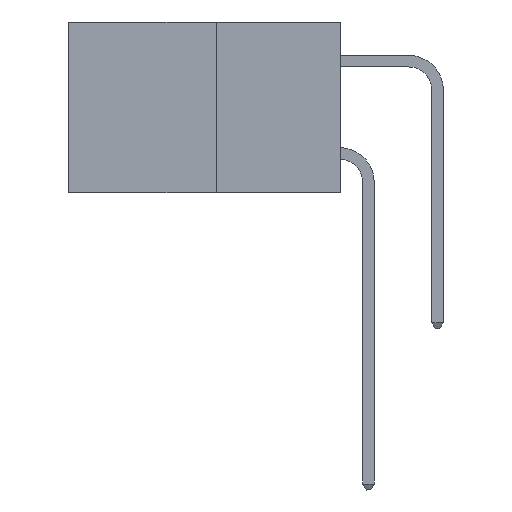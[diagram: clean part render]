
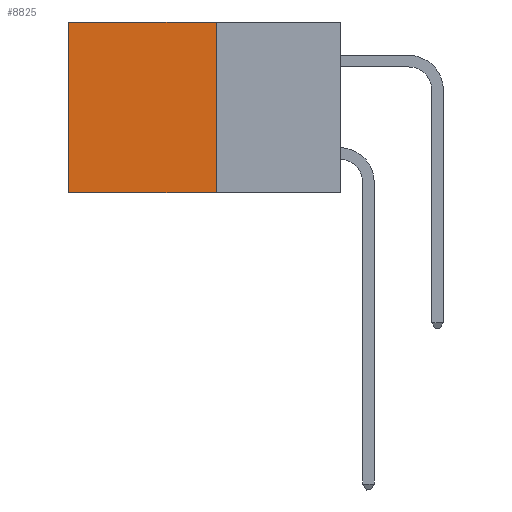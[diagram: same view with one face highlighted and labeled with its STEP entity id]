
A CAD part, left-side view. The second image highlights one B-rep face of the part: STEP entity #8825.
In plain terms, the highlighted planar face has unit normal (-1, 0, 0).
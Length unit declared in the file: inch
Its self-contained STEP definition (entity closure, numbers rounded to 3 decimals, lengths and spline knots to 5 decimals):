
#68 = CARTESIAN_POINT ( 'NONE',  ( 0.277, 0.27, 0. ) ) ;
#203 = ORIENTED_EDGE ( 'NONE', *, *, #4744, .F. ) ;
#377 = VECTOR ( 'NONE', #8802, 39.37008 ) ;
#446 = EDGE_LOOP ( 'NONE', ( #5236, #203, #7756, #5807 ) ) ;
#902 = EDGE_CURVE ( 'NONE', #3074, #8748, #11069, .T. ) ;
#1593 = EDGE_CURVE ( 'NONE', #8748, #5246, #5425, .T. ) ;
#1980 = FACE_OUTER_BOUND ( 'NONE', #446, .T. ) ;
#2611 = CARTESIAN_POINT ( 'NONE',  ( 0.277, 0.27, -0.37 ) ) ;
#3072 = VECTOR ( 'NONE', #9423, 39.37008 ) ;
#3074 = VERTEX_POINT ( 'NONE', #68 ) ;
#3144 = PLANE ( 'NONE',  #5675 ) ;
#3150 = VERTEX_POINT ( 'NONE', #9048 ) ;
#3319 = LINE ( 'NONE', #5486, #377 ) ;
#3378 = DIRECTION ( 'NONE',  ( 0., 1., 0. ) ) ;
#3883 = CARTESIAN_POINT ( 'NONE',  ( 0.277, 0.59, 0. ) ) ;
#4001 = CARTESIAN_POINT ( 'NONE',  ( 0.277, 0.27, -0.37 ) ) ;
#4033 = DIRECTION ( 'NONE',  ( 1., 0., 0. ) ) ;
#4744 = EDGE_CURVE ( 'NONE', #3150, #5246, #7662, .T. ) ;
#4935 = CARTESIAN_POINT ( 'NONE',  ( 0.277, 0.59, -0.37 ) ) ;
#5236 = ORIENTED_EDGE ( 'NONE', *, *, #1593, .T. ) ;
#5246 = VERTEX_POINT ( 'NONE', #9940 ) ;
#5425 = LINE ( 'NONE', #4935, #9530 ) ;
#5486 = CARTESIAN_POINT ( 'NONE',  ( 0.277, 0.27, -0.37 ) ) ;
#5675 = AXIS2_PLACEMENT_3D ( 'NONE', #4001, #4033, #9841 ) ;
#5807 = ORIENTED_EDGE ( 'NONE', *, *, #902, .T. ) ;
#6196 = EDGE_CURVE ( 'NONE', #3074, #3150, #3319, .T. ) ;
#7662 = LINE ( 'NONE', #2611, #3072 ) ;
#7756 = ORIENTED_EDGE ( 'NONE', *, *, #6196, .F. ) ;
#7936 = DIRECTION ( 'NONE',  ( 0., 0., -1. ) ) ;
#8748 = VERTEX_POINT ( 'NONE', #3883 ) ;
#8802 = DIRECTION ( 'NONE',  ( 0., 0., -1. ) ) ;
#8825 = ADVANCED_FACE ( 'NONE', ( #1980 ), #3144, .F. ) ;
#9048 = CARTESIAN_POINT ( 'NONE',  ( 0.277, 0.27, -0.37 ) ) ;
#9423 = DIRECTION ( 'NONE',  ( 0., 1., 0. ) ) ;
#9530 = VECTOR ( 'NONE', #7936, 39.37008 ) ;
#9686 = CARTESIAN_POINT ( 'NONE',  ( 0.277, 0.27, 0. ) ) ;
#9841 = DIRECTION ( 'NONE',  ( 0., 0., -1. ) ) ;
#9940 = CARTESIAN_POINT ( 'NONE',  ( 0.277, 0.59, -0.37 ) ) ;
#10832 = VECTOR ( 'NONE', #3378, 39.37008 ) ;
#11069 = LINE ( 'NONE', #9686, #10832 ) ;
